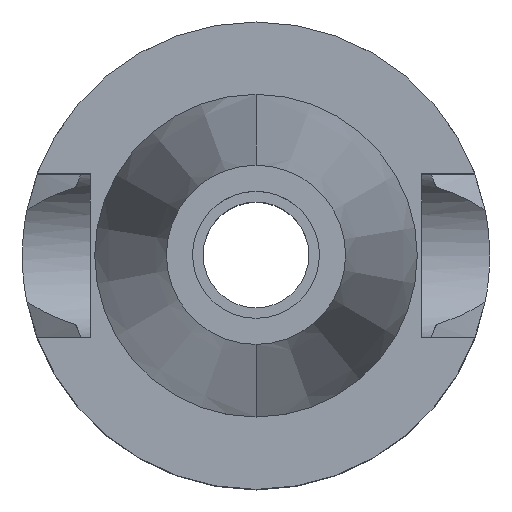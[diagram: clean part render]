
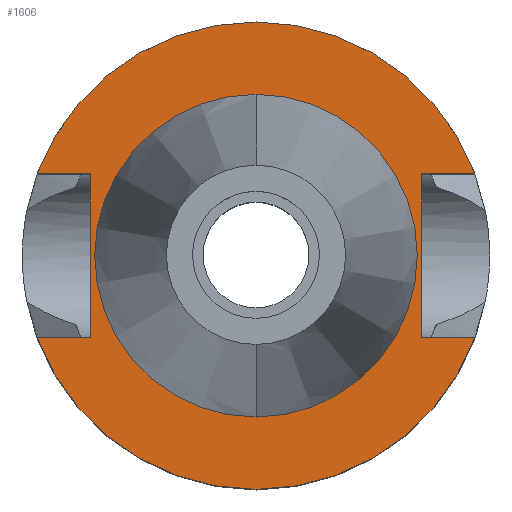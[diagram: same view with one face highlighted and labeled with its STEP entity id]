
A CAD part, top view. The second image highlights one B-rep face of the part: STEP entity #1606.
In plain terms, the highlighted planar face has unit normal (0, 0, 1).
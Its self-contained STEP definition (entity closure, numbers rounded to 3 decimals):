
#642=DIRECTION('',(1.,0.,0.));
#643=VECTOR('',#642,5.245);
#644=CARTESIAN_POINT('',(16.3,8.05,-1.));
#645=LINE('',#644,#643);
#679=DIRECTION('',(0.,1.,0.));
#680=VECTOR('',#679,16.1);
#681=CARTESIAN_POINT('',(-16.3,-8.05,-1.));
#682=LINE('',#681,#680);
#686=DIRECTION('',(-1.,0.,0.));
#687=VECTOR('',#686,5.245);
#688=CARTESIAN_POINT('',(-16.3,8.05,-1.));
#689=LINE('',#688,#687);
#693=CARTESIAN_POINT('',(0.,0.,-1.));
#694=DIRECTION('',(0.,0.,-1.));
#695=DIRECTION('',(-0.937,0.35,0.));
#696=AXIS2_PLACEMENT_3D('',#693,#694,#695);
#701=CARTESIAN_POINT('',(0.,0.,-1.));
#702=DIRECTION('',(0.,0.,-1.));
#703=DIRECTION('',(0.,1.,0.));
#704=AXIS2_PLACEMENT_3D('',#701,#702,#703);
#709=DIRECTION('',(0.,-1.,0.));
#710=VECTOR('',#709,16.1);
#711=CARTESIAN_POINT('',(16.3,8.05,-1.));
#712=LINE('',#711,#710);
#716=DIRECTION('',(1.,0.,0.));
#717=VECTOR('',#716,5.245);
#718=CARTESIAN_POINT('',(16.3,-8.05,-1.));
#719=LINE('',#718,#717);
#723=CARTESIAN_POINT('',(0.,0.,-1.));
#724=DIRECTION('',(0.,0.,-1.));
#725=DIRECTION('',(0.937,-0.35,0.));
#726=AXIS2_PLACEMENT_3D('',#723,#724,#725);
#731=CARTESIAN_POINT('',(0.,0.,-1.));
#732=DIRECTION('',(0.,0.,-1.));
#733=DIRECTION('',(0.,-1.,0.));
#734=AXIS2_PLACEMENT_3D('',#731,#732,#733);
#739=CARTESIAN_POINT('',(0.,0.,-1.));
#740=DIRECTION('',(0.,0.,1.));
#741=DIRECTION('',(0.,-1.,0.));
#742=AXIS2_PLACEMENT_3D('',#739,#740,#741);
#747=CARTESIAN_POINT('',(0.,0.,-1.));
#748=DIRECTION('',(0.,0.,1.));
#749=DIRECTION('',(0.,1.,0.));
#750=AXIS2_PLACEMENT_3D('',#747,#748,#749);
#795=DIRECTION('',(-1.,0.,0.));
#796=VECTOR('',#795,5.245);
#797=CARTESIAN_POINT('',(-16.3,-8.05,-1.));
#798=LINE('',#797,#796);
#1020=CARTESIAN_POINT('',(-16.3,-8.05,-1.));
#1021=VERTEX_POINT('',#1020);
#1022=CARTESIAN_POINT('',(-21.545,-8.05,-1.));
#1023=VERTEX_POINT('',#1022);
#1024=CARTESIAN_POINT('',(-16.3,8.05,-1.));
#1025=VERTEX_POINT('',#1024);
#1026=CARTESIAN_POINT('',(-21.545,8.05,-1.));
#1027=VERTEX_POINT('',#1026);
#1028=CARTESIAN_POINT('',(0.,23.,-1.));
#1029=CARTESIAN_POINT('',(21.545,8.05,-1.));
#1030=VERTEX_POINT('',#1028);
#1031=VERTEX_POINT('',#1029);
#1032=CARTESIAN_POINT('',(16.3,8.05,-1.));
#1033=VERTEX_POINT('',#1032);
#1034=CARTESIAN_POINT('',(16.3,-8.05,-1.));
#1035=VERTEX_POINT('',#1034);
#1036=CARTESIAN_POINT('',(21.545,-8.05,-1.));
#1037=VERTEX_POINT('',#1036);
#1038=CARTESIAN_POINT('',(0.,-23.,-1.));
#1039=VERTEX_POINT('',#1038);
#1040=CARTESIAN_POINT('',(0.,-15.875,-1.));
#1041=CARTESIAN_POINT('',(0.,15.875,-1.));
#1042=VERTEX_POINT('',#1040);
#1043=VERTEX_POINT('',#1041);
#1578=CARTESIAN_POINT('',(0.,0.,-1.));
#1579=DIRECTION('',(0.,0.,-1.));
#1580=DIRECTION('',(0.,-1.,0.));
#1581=AXIS2_PLACEMENT_3D('',#1578,#1579,#1580);
#1582=PLANE('',#1581);
#1584=ORIENTED_EDGE('',*,*,#1583,.T.);
#1585=ORIENTED_EDGE('',*,*,#1523,.T.);
#1586=ORIENTED_EDGE('',*,*,#1543,.T.);
#1587=ORIENTED_EDGE('',*,*,#1541,.T.);
#1588=ORIENTED_EDGE('',*,*,#1557,.F.);
#1589=ORIENTED_EDGE('',*,*,#1568,.T.);
#1591=ORIENTED_EDGE('',*,*,#1590,.T.);
#1593=ORIENTED_EDGE('',*,*,#1592,.T.);
#1595=ORIENTED_EDGE('',*,*,#1594,.T.);
#1597=ORIENTED_EDGE('',*,*,#1596,.F.);
#1598=EDGE_LOOP('',(#1584,#1585,#1586,#1587,#1588,#1589,#1591,#1593,#1595,
#1597));
#1599=FACE_OUTER_BOUND('',#1598,.F.);
#1601=ORIENTED_EDGE('',*,*,#1600,.T.);
#1603=ORIENTED_EDGE('',*,*,#1602,.T.);
#1604=EDGE_LOOP('',(#1601,#1603));
#1605=FACE_BOUND('',#1604,.F.);
#697=CIRCLE('',#696,23.);
#705=CIRCLE('',#704,23.);
#727=CIRCLE('',#726,23.);
#735=CIRCLE('',#734,23.);
#743=CIRCLE('',#742,15.875);
#751=CIRCLE('',#750,15.875);
#1523=EDGE_CURVE('',#1025,#1027,#689,.T.);
#1541=EDGE_CURVE('',#1030,#1031,#705,.T.);
#1543=EDGE_CURVE('',#1027,#1030,#697,.T.);
#1557=EDGE_CURVE('',#1033,#1031,#645,.T.);
#1568=EDGE_CURVE('',#1033,#1035,#712,.T.);
#1583=EDGE_CURVE('',#1021,#1025,#682,.T.);
#1590=EDGE_CURVE('',#1035,#1037,#719,.T.);
#1592=EDGE_CURVE('',#1037,#1039,#727,.T.);
#1594=EDGE_CURVE('',#1039,#1023,#735,.T.);
#1596=EDGE_CURVE('',#1021,#1023,#798,.T.);
#1600=EDGE_CURVE('',#1042,#1043,#743,.T.);
#1602=EDGE_CURVE('',#1043,#1042,#751,.T.);
#1606=ADVANCED_FACE('',(#1599,#1605),#1582,.F.);
